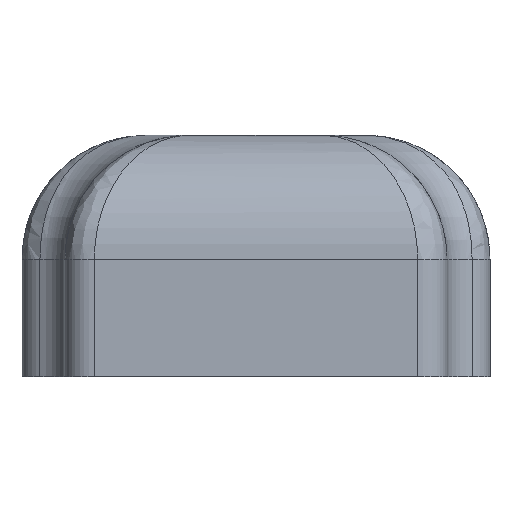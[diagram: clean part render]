
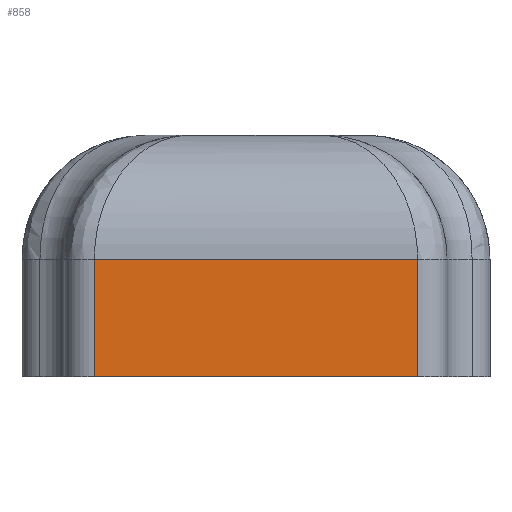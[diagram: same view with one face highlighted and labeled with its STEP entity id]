
A CAD part, left-side view. The second image highlights one B-rep face of the part: STEP entity #858.
In plain terms, the highlighted planar face has unit normal (-1, 0, 0).
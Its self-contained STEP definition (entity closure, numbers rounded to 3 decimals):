
#142=FACE_OUTER_BOUND('',#198,.T.);
#198=EDGE_LOOP('',(#747,#748,#749,#750));
#242=LINE('',#1303,#316);
#263=LINE('',#1874,#337);
#273=LINE('',#1905,#347);
#274=LINE('',#1907,#348);
#316=VECTOR('',#1044,10.);
#337=VECTOR('',#1143,10.);
#347=VECTOR('',#1189,10.);
#348=VECTOR('',#1192,10.);
#385=VERTEX_POINT('',#1300);
#386=VERTEX_POINT('',#1302);
#416=VERTEX_POINT('',#1819);
#417=VERTEX_POINT('',#1857);
#467=EDGE_CURVE('',#386,#385,#242,.T.);
#522=EDGE_CURVE('',#417,#416,#263,.T.);
#539=EDGE_CURVE('',#385,#416,#273,.T.);
#540=EDGE_CURVE('',#386,#417,#274,.T.);
#747=ORIENTED_EDGE('',*,*,#467,.T.);
#748=ORIENTED_EDGE('',*,*,#539,.T.);
#749=ORIENTED_EDGE('',*,*,#522,.F.);
#750=ORIENTED_EDGE('',*,*,#540,.F.);
#809=PLANE('',#958);
#858=ADVANCED_FACE('',(#142),#809,.T.);
#958=AXIS2_PLACEMENT_3D('',#1906,#1190,#1191);
#1044=DIRECTION('',(0.,-1.,0.));
#1143=DIRECTION('',(0.,-1.,0.));
#1189=DIRECTION('',(0.,0.,1.));
#1190=DIRECTION('center_axis',(-1.,0.,0.));
#1191=DIRECTION('ref_axis',(0.,-1.,0.));
#1192=DIRECTION('',(0.,0.,1.));
#1300=CARTESIAN_POINT('',(-50.25,-8.5,2.5));
#1302=CARTESIAN_POINT('',(-50.25,16.3,2.5));
#1303=CARTESIAN_POINT('',(-50.25,10.1,2.5));
#1819=CARTESIAN_POINT('',(-50.25,-8.5,11.5));
#1857=CARTESIAN_POINT('',(-50.25,16.3,11.5));
#1874=CARTESIAN_POINT('',(-50.25,10.1,11.5));
#1905=CARTESIAN_POINT('',(-50.25,-8.5,0.));
#1906=CARTESIAN_POINT('Origin',(-50.25,16.3,0.));
#1907=CARTESIAN_POINT('',(-50.25,16.3,0.));
